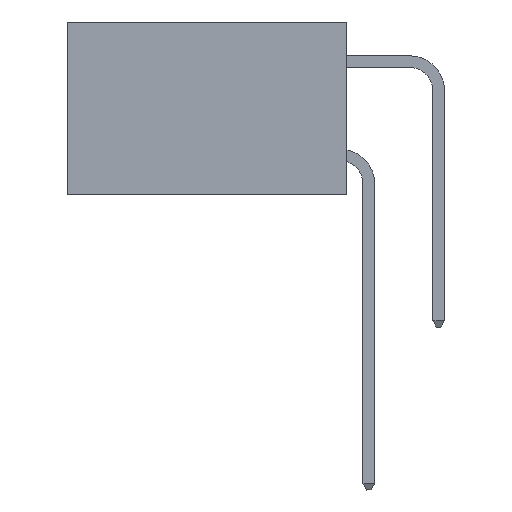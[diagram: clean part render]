
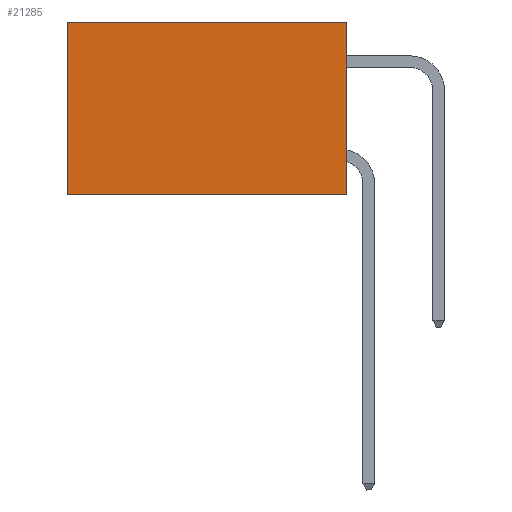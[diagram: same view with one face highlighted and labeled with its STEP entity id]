
A CAD part, left-side view. The second image highlights one B-rep face of the part: STEP entity #21285.
In plain terms, the highlighted planar face has unit normal (-1, 0, 0).
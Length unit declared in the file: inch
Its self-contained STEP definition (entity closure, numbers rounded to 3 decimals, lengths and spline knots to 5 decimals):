
#1335 = ORIENTED_EDGE ( 'NONE', *, *, #30507, .T. ) ;
#1844 = DIRECTION ( 'NONE',  ( 0., 0., -1. ) ) ;
#1873 = LINE ( 'NONE', #14342, #32565 ) ;
#2189 = PLANE ( 'NONE',  #11534 ) ;
#2729 = DIRECTION ( 'NONE',  ( 0., 0., -1. ) ) ;
#2774 = ORIENTED_EDGE ( 'NONE', *, *, #30958, .F. ) ;
#10067 = CARTESIAN_POINT ( 'NONE',  ( 0.2875, 0.6, 0. ) ) ;
#11534 = AXIS2_PLACEMENT_3D ( 'NONE', #33632, #17714, #1844 ) ;
#12561 = VECTOR ( 'NONE', #33885, 39.37008 ) ;
#13945 = EDGE_CURVE ( 'NONE', #21383, #33565, #1873, .T. ) ;
#14342 = CARTESIAN_POINT ( 'NONE',  ( 0.2875, 0.6, 0. ) ) ;
#15093 = EDGE_CURVE ( 'NONE', #26286, #33565, #17967, .T. ) ;
#15236 = ORIENTED_EDGE ( 'NONE', *, *, #15093, .F. ) ;
#15705 = VECTOR ( 'NONE', #2729, 39.37008 ) ;
#15946 = ORIENTED_EDGE ( 'NONE', *, *, #13945, .T. ) ;
#16159 = CARTESIAN_POINT ( 'NONE',  ( 0.2875, 0., 0. ) ) ;
#17714 = DIRECTION ( 'NONE',  ( 1., 0., 0. ) ) ;
#17967 = LINE ( 'NONE', #33765, #12561 ) ;
#20081 = DIRECTION ( 'NONE',  ( 0., 0., -1. ) ) ;
#20609 = CARTESIAN_POINT ( 'NONE',  ( 0.2875, 0., -0.37 ) ) ;
#21285 = ADVANCED_FACE ( 'NONE', ( #22937 ), #2189, .F. ) ;
#21383 = VERTEX_POINT ( 'NONE', #10067 ) ;
#21979 = LINE ( 'NONE', #24308, #33616 ) ;
#22937 = FACE_OUTER_BOUND ( 'NONE', #30353, .T. ) ;
#24308 = CARTESIAN_POINT ( 'NONE',  ( 0.2875, 0., 0. ) ) ;
#24752 = DIRECTION ( 'NONE',  ( 0., 1., 0. ) ) ;
#25432 = CARTESIAN_POINT ( 'NONE',  ( 0.2875, 0., 0. ) ) ;
#26286 = VERTEX_POINT ( 'NONE', #20609 ) ;
#29665 = CARTESIAN_POINT ( 'NONE',  ( 0.2875, 0.6, -0.37 ) ) ;
#29819 = LINE ( 'NONE', #16159, #15705 ) ;
#30353 = EDGE_LOOP ( 'NONE', ( #15946, #15236, #2774, #1335 ) ) ;
#30507 = EDGE_CURVE ( 'NONE', #31404, #21383, #21979, .T. ) ;
#30958 = EDGE_CURVE ( 'NONE', #31404, #26286, #29819, .T. ) ;
#31404 = VERTEX_POINT ( 'NONE', #25432 ) ;
#32565 = VECTOR ( 'NONE', #20081, 39.37008 ) ;
#33565 = VERTEX_POINT ( 'NONE', #29665 ) ;
#33616 = VECTOR ( 'NONE', #24752, 39.37008 ) ;
#33632 = CARTESIAN_POINT ( 'NONE',  ( 0.2875, 0., 0. ) ) ;
#33765 = CARTESIAN_POINT ( 'NONE',  ( 0.2875, 0., -0.37 ) ) ;
#33885 = DIRECTION ( 'NONE',  ( 0., 1., 0. ) ) ;
